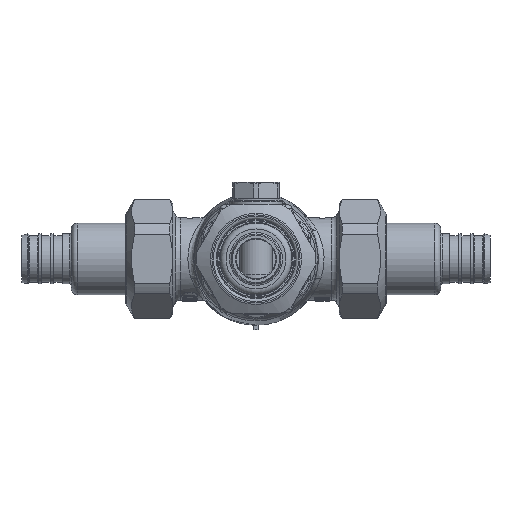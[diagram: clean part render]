
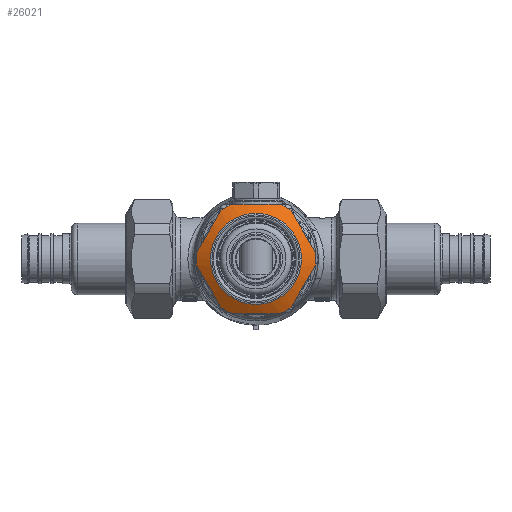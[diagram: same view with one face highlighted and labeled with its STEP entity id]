
A CAD part, front view. The second image highlights one B-rep face of the part: STEP entity #26021.
In plain terms, the highlighted conical face has half-angle 60 degrees and reference radius 17.78 mm.
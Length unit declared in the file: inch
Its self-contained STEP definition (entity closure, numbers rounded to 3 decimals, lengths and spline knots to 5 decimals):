
#55=(
BOUNDED_CURVE()
B_SPLINE_CURVE(2,(#91472,#91473,#91474),.UNSPECIFIED.,.F.,.F.)
B_SPLINE_CURVE_WITH_KNOTS((3,3),(0.,1.67512),.UNSPECIFIED.)
CURVE()
GEOMETRIC_REPRESENTATION_ITEM()
RATIONAL_B_SPLINE_CURVE((1.,1.096,1.))
REPRESENTATION_ITEM('')
);
#56=(
BOUNDED_CURVE()
B_SPLINE_CURVE(2,(#91478,#91479,#91480),.UNSPECIFIED.,.F.,.F.)
B_SPLINE_CURVE_WITH_KNOTS((3,3),(0.,1.67512),.UNSPECIFIED.)
CURVE()
GEOMETRIC_REPRESENTATION_ITEM()
RATIONAL_B_SPLINE_CURVE((1.,1.096,1.))
REPRESENTATION_ITEM('')
);
#57=(
BOUNDED_CURVE()
B_SPLINE_CURVE(2,(#91484,#91485,#91486),.UNSPECIFIED.,.F.,.F.)
B_SPLINE_CURVE_WITH_KNOTS((3,3),(0.,1.67512),.UNSPECIFIED.)
CURVE()
GEOMETRIC_REPRESENTATION_ITEM()
RATIONAL_B_SPLINE_CURVE((1.,1.096,1.))
REPRESENTATION_ITEM('')
);
#58=(
BOUNDED_CURVE()
B_SPLINE_CURVE(2,(#91490,#91491,#91492),.UNSPECIFIED.,.F.,.F.)
B_SPLINE_CURVE_WITH_KNOTS((3,3),(0.,1.67512),.UNSPECIFIED.)
CURVE()
GEOMETRIC_REPRESENTATION_ITEM()
RATIONAL_B_SPLINE_CURVE((1.,1.096,1.))
REPRESENTATION_ITEM('')
);
#59=(
BOUNDED_CURVE()
B_SPLINE_CURVE(2,(#91496,#91497,#91498),.UNSPECIFIED.,.F.,.F.)
B_SPLINE_CURVE_WITH_KNOTS((3,3),(0.,1.67512),.UNSPECIFIED.)
CURVE()
GEOMETRIC_REPRESENTATION_ITEM()
RATIONAL_B_SPLINE_CURVE((1.,1.096,1.))
REPRESENTATION_ITEM('')
);
#60=(
BOUNDED_CURVE()
B_SPLINE_CURVE(2,(#91502,#91503,#91504),.UNSPECIFIED.,.F.,.F.)
B_SPLINE_CURVE_WITH_KNOTS((3,3),(0.,1.67512),.UNSPECIFIED.)
CURVE()
GEOMETRIC_REPRESENTATION_ITEM()
RATIONAL_B_SPLINE_CURVE((1.,1.096,1.))
REPRESENTATION_ITEM('')
);
#1352=CONICAL_SURFACE('',#28657,0.7,1.047);
#2862=FACE_OUTER_BOUND('',#4618,.T.);
#4618=EDGE_LOOP('',(#20973,#20974,#20975,#20976,#20977,#20978,#20979,#20980,
#20981,#20982,#20983,#20984,#20985,#20986,#20987,#20988));
#6199=CIRCLE('',#28654,0.60928);
#6201=CIRCLE('',#28658,0.8);
#6202=CIRCLE('',#28659,0.8);
#6203=CIRCLE('',#28660,0.8);
#6204=CIRCLE('',#28661,0.8);
#6205=CIRCLE('',#28662,0.8);
#6206=CIRCLE('',#28663,0.8);
#6207=CIRCLE('',#28664,0.8);
#7444=LINE('',#91468,#8546);
#8546=VECTOR('',#34314,0.7);
#11214=VERTEX_POINT('',#91460);
#11216=VERTEX_POINT('',#91467);
#11217=VERTEX_POINT('',#91469);
#11218=VERTEX_POINT('',#91471);
#11219=VERTEX_POINT('',#91475);
#11220=VERTEX_POINT('',#91477);
#11221=VERTEX_POINT('',#91481);
#11222=VERTEX_POINT('',#91483);
#11223=VERTEX_POINT('',#91487);
#11224=VERTEX_POINT('',#91489);
#11225=VERTEX_POINT('',#91493);
#11226=VERTEX_POINT('',#91495);
#11227=VERTEX_POINT('',#91499);
#11228=VERTEX_POINT('',#91501);
#14518=EDGE_CURVE('',#11214,#11214,#6199,.T.);
#14520=EDGE_CURVE('',#11214,#11216,#7444,.T.);
#14521=EDGE_CURVE('',#11217,#11216,#6201,.T.);
#14522=EDGE_CURVE('',#11218,#11217,#55,.T.);
#14523=EDGE_CURVE('',#11219,#11218,#6202,.T.);
#14524=EDGE_CURVE('',#11220,#11219,#56,.T.);
#14525=EDGE_CURVE('',#11221,#11220,#6203,.T.);
#14526=EDGE_CURVE('',#11222,#11221,#57,.T.);
#14527=EDGE_CURVE('',#11223,#11222,#6204,.T.);
#14528=EDGE_CURVE('',#11224,#11223,#58,.T.);
#14529=EDGE_CURVE('',#11225,#11224,#6205,.T.);
#14530=EDGE_CURVE('',#11226,#11225,#59,.T.);
#14531=EDGE_CURVE('',#11227,#11226,#6206,.T.);
#14532=EDGE_CURVE('',#11228,#11227,#60,.T.);
#14533=EDGE_CURVE('',#11216,#11228,#6207,.T.);
#20973=ORIENTED_EDGE('',*,*,#14518,.F.);
#20974=ORIENTED_EDGE('',*,*,#14520,.T.);
#20975=ORIENTED_EDGE('',*,*,#14521,.F.);
#20976=ORIENTED_EDGE('',*,*,#14522,.F.);
#20977=ORIENTED_EDGE('',*,*,#14523,.F.);
#20978=ORIENTED_EDGE('',*,*,#14524,.F.);
#20979=ORIENTED_EDGE('',*,*,#14525,.F.);
#20980=ORIENTED_EDGE('',*,*,#14526,.F.);
#20981=ORIENTED_EDGE('',*,*,#14527,.F.);
#20982=ORIENTED_EDGE('',*,*,#14528,.F.);
#20983=ORIENTED_EDGE('',*,*,#14529,.F.);
#20984=ORIENTED_EDGE('',*,*,#14530,.F.);
#20985=ORIENTED_EDGE('',*,*,#14531,.F.);
#20986=ORIENTED_EDGE('',*,*,#14532,.F.);
#20987=ORIENTED_EDGE('',*,*,#14533,.F.);
#20988=ORIENTED_EDGE('',*,*,#14520,.F.);
#26021=ADVANCED_FACE('',(#2862),#1352,.T.);
#28654=AXIS2_PLACEMENT_3D('',#91462,#34306,#34307);
#28657=AXIS2_PLACEMENT_3D('',#91466,#34312,#34313);
#28658=AXIS2_PLACEMENT_3D('',#91470,#34315,#34316);
#28659=AXIS2_PLACEMENT_3D('',#91476,#34317,#34318);
#28660=AXIS2_PLACEMENT_3D('',#91482,#34319,#34320);
#28661=AXIS2_PLACEMENT_3D('',#91488,#34321,#34322);
#28662=AXIS2_PLACEMENT_3D('',#91494,#34323,#34324);
#28663=AXIS2_PLACEMENT_3D('',#91500,#34325,#34326);
#28664=AXIS2_PLACEMENT_3D('',#91505,#34327,#34328);
#34306=DIRECTION('center_axis',(0.,0.,
1.));
#34307=DIRECTION('ref_axis',(-1.,0.,0.));
#34312=DIRECTION('center_axis',(0.,0.,-1.));
#34313=DIRECTION('ref_axis',(1.,0.,0.));
#34314=DIRECTION('',(-0.866,0.,-0.5));
#34315=DIRECTION('center_axis',(0.,0.,-1.));
#34316=DIRECTION('ref_axis',(-1.,0.,0.));
#34317=DIRECTION('center_axis',(0.,0.,-1.));
#34318=DIRECTION('ref_axis',(-1.,0.,0.));
#34319=DIRECTION('center_axis',(0.,0.,-1.));
#34320=DIRECTION('ref_axis',(-1.,0.,0.));
#34321=DIRECTION('center_axis',(0.,0.,-1.));
#34322=DIRECTION('ref_axis',(-1.,0.,0.));
#34323=DIRECTION('center_axis',(0.,0.,-1.));
#34324=DIRECTION('ref_axis',(-1.,0.,0.));
#34325=DIRECTION('center_axis',(0.,0.,-1.));
#34326=DIRECTION('ref_axis',(-1.,0.,0.));
#34327=DIRECTION('center_axis',(0.,0.,-1.));
#34328=DIRECTION('ref_axis',(-1.,0.,0.));
#91460=CARTESIAN_POINT('',(-0.60928,0.,0.62464));
#91462=CARTESIAN_POINT('Origin',(0.,0.,
0.62464));
#91466=CARTESIAN_POINT('Origin',(0.,0.,0.57226));
#91467=CARTESIAN_POINT('',(-0.8,0.,0.51453));
#91468=CARTESIAN_POINT('',(-0.7,0.,0.57226));
#91469=CARTESIAN_POINT('',(-0.79583,-0.08158,0.51453));
#91470=CARTESIAN_POINT('Origin',(0.,0.,0.51453));
#91471=CARTESIAN_POINT('',(-0.46857,-0.64842,0.51453));
#91472=CARTESIAN_POINT('Ctrl Pts',(-0.46857,-0.64842,
0.51453));
#91473=CARTESIAN_POINT('Ctrl Pts',(-0.6322,-0.365,0.59182));
#91474=CARTESIAN_POINT('Ctrl Pts',(-0.79583,-0.08158,
0.51453));
#91475=CARTESIAN_POINT('',(-0.32726,-0.73,0.51453));
#91476=CARTESIAN_POINT('Origin',(0.,0.,0.51453));
#91477=CARTESIAN_POINT('',(0.32726,-0.73,0.51453));
#91478=CARTESIAN_POINT('Ctrl Pts',(0.32726,-0.73,0.51453));
#91479=CARTESIAN_POINT('Ctrl Pts',(0.,-0.73,0.59182));
#91480=CARTESIAN_POINT('Ctrl Pts',(-0.32726,-0.73,0.51453));
#91481=CARTESIAN_POINT('',(0.46857,-0.64842,0.51453));
#91482=CARTESIAN_POINT('Origin',(0.,0.,0.51453));
#91483=CARTESIAN_POINT('',(0.79583,-0.08158,0.51453));
#91484=CARTESIAN_POINT('Ctrl Pts',(0.79583,-0.08158,
0.51453));
#91485=CARTESIAN_POINT('Ctrl Pts',(0.6322,-0.365,
0.59182));
#91486=CARTESIAN_POINT('Ctrl Pts',(0.46857,-0.64842,
0.51453));
#91487=CARTESIAN_POINT('',(0.79583,0.08158,0.51453));
#91488=CARTESIAN_POINT('Origin',(0.,0.,0.51453));
#91489=CARTESIAN_POINT('',(0.46857,0.64842,0.51453));
#91490=CARTESIAN_POINT('Ctrl Pts',(0.46857,0.64842,
0.51453));
#91491=CARTESIAN_POINT('Ctrl Pts',(0.6322,0.365,0.59182));
#91492=CARTESIAN_POINT('Ctrl Pts',(0.79583,0.08158,
0.51453));
#91493=CARTESIAN_POINT('',(0.32726,0.73,0.51453));
#91494=CARTESIAN_POINT('Origin',(0.,0.,0.51453));
#91495=CARTESIAN_POINT('',(-0.32726,0.73,0.51453));
#91496=CARTESIAN_POINT('Ctrl Pts',(-0.32726,0.73,
0.51453));
#91497=CARTESIAN_POINT('Ctrl Pts',(0.,0.73,0.59182));
#91498=CARTESIAN_POINT('Ctrl Pts',(0.32726,0.73,0.51453));
#91499=CARTESIAN_POINT('',(-0.46857,0.64842,0.51453));
#91500=CARTESIAN_POINT('Origin',(0.,0.,0.51453));
#91501=CARTESIAN_POINT('',(-0.79583,0.08158,0.51453));
#91502=CARTESIAN_POINT('Ctrl Pts',(-0.79583,0.08158,
0.51453));
#91503=CARTESIAN_POINT('Ctrl Pts',(-0.6322,0.365,
0.59182));
#91504=CARTESIAN_POINT('Ctrl Pts',(-0.46857,0.64842,
0.51453));
#91505=CARTESIAN_POINT('Origin',(0.,0.,0.51453));
